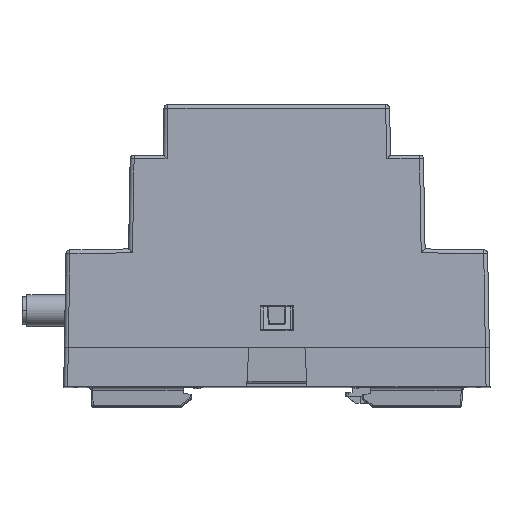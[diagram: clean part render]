
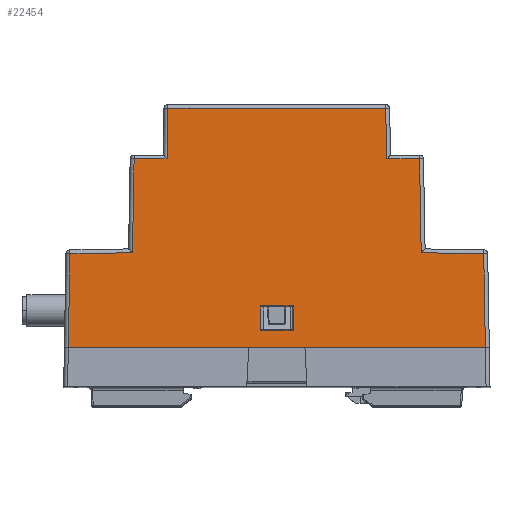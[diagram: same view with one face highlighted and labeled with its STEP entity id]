
A CAD part, top view. The second image highlights one B-rep face of the part: STEP entity #22454.
In plain terms, the highlighted planar face has unit normal (0, 0.018, 1).
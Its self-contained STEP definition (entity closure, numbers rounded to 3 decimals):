
#20137=DIRECTION('',(-0.017,1.,-0.017));
#20138=VECTOR('',#20137,19.012);
#20139=CARTESIAN_POINT('',(42.2,0.,52.5));
#20140=LINE('',#20139,#20138);
#20141=DIRECTION('',(-1.,0.,0.));
#20142=VECTOR('',#20141,84.4);
#20143=CARTESIAN_POINT('',(42.2,0.,52.5));
#20144=LINE('',#20143,#20142);
#20145=DIRECTION('',(-0.017,-1.,0.017));
#20146=VECTOR('',#20145,19.012);
#20147=CARTESIAN_POINT('',(-41.868,19.007,
52.168));
#20148=LINE('',#20147,#20146);
#20149=DIRECTION('',(-1.,-0.017,0.));
#20150=VECTOR('',#20149,12.657);
#20151=CARTESIAN_POINT('',(-29.214,19.228,
52.164));
#20152=LINE('',#20151,#20150);
#20153=DIRECTION('',(-0.017,-1.,0.017));
#20154=VECTOR('',#20153,18.992);
#20155=CARTESIAN_POINT('',(-28.882,38.214,
51.833));
#20156=LINE('',#20155,#20154);
#20157=DIRECTION('',(-1.,0.,0.));
#20158=VECTOR('',#20157,6.668);
#20159=CARTESIAN_POINT('',(-22.214,38.214,
51.833));
#20160=LINE('',#20159,#20158);
#20161=DIRECTION('',(-0.017,-1.,0.017));
#20162=VECTOR('',#20161,10.203);
#20163=CARTESIAN_POINT('',(-22.036,48.414,
51.655));
#20164=LINE('',#20163,#20162);
#20165=DIRECTION('',(-1.,0.,0.));
#20166=VECTOR('',#20165,44.072);
#20167=CARTESIAN_POINT('',(22.036,48.414,51.655));
#20168=LINE('',#20167,#20166);
#20169=DIRECTION('',(-0.017,1.,-0.017));
#20170=VECTOR('',#20169,10.203);
#20171=CARTESIAN_POINT('',(22.214,38.214,51.833));
#20172=LINE('',#20171,#20170);
#20173=DIRECTION('',(-1.,0.,0.));
#20174=VECTOR('',#20173,6.668);
#20175=CARTESIAN_POINT('',(28.882,38.214,51.833));
#20176=LINE('',#20175,#20174);
#20177=DIRECTION('',(-0.017,1.,-0.017));
#20178=VECTOR('',#20177,18.992);
#20179=CARTESIAN_POINT('',(29.214,19.228,52.164));
#20180=LINE('',#20179,#20178);
#20181=DIRECTION('',(-1.,0.017,0.));
#20182=VECTOR('',#20181,12.657);
#20183=CARTESIAN_POINT('',(41.868,19.007,52.168));
#20184=LINE('',#20183,#20182);
#20185=DIRECTION('',(1.,0.,0.));
#20186=VECTOR('',#20185,6.598);
#20187=CARTESIAN_POINT('',(-3.299,3.551,
52.438));
#20188=LINE('',#20187,#20186);
#20189=DIRECTION('',(0.,1.,-0.017));
#20190=VECTOR('',#20189,4.899);
#20191=CARTESIAN_POINT('',(3.299,3.551,52.438));
#20192=LINE('',#20191,#20190);
#20193=DIRECTION('',(-1.,0.,0.));
#20194=VECTOR('',#20193,6.598);
#20195=CARTESIAN_POINT('',(3.299,8.449,52.353));
#20196=LINE('',#20195,#20194);
#20197=DIRECTION('',(0.,-1.,0.017));
#20198=VECTOR('',#20197,4.899);
#20199=CARTESIAN_POINT('',(-3.299,8.449,
52.353));
#20200=LINE('',#20199,#20198);
#20245=CARTESIAN_POINT('',(-42.2,0.,52.5));
#20255=CARTESIAN_POINT('',(42.2,0.,52.5));
#22014=VERTEX_POINT('',#20255);
#22015=CARTESIAN_POINT('',(41.868,19.007,52.168));
#22016=VERTEX_POINT('',#22015);
#22035=VERTEX_POINT('',#20245);
#22039=CARTESIAN_POINT('',(-41.868,19.007,
52.168));
#22040=VERTEX_POINT('',#22039);
#22043=CARTESIAN_POINT('',(-28.882,38.214,
51.833));
#22044=CARTESIAN_POINT('',(-29.214,19.228,
52.164));
#22045=VERTEX_POINT('',#22043);
#22046=VERTEX_POINT('',#22044);
#22047=CARTESIAN_POINT('',(-22.214,38.214,
51.833));
#22048=VERTEX_POINT('',#22047);
#22051=CARTESIAN_POINT('',(-22.036,48.414,
51.655));
#22052=VERTEX_POINT('',#22051);
#22053=CARTESIAN_POINT('',(22.036,48.414,51.655));
#22054=VERTEX_POINT('',#22053);
#22057=CARTESIAN_POINT('',(22.214,38.214,51.833));
#22058=VERTEX_POINT('',#22057);
#22059=CARTESIAN_POINT('',(28.882,38.214,51.833));
#22060=VERTEX_POINT('',#22059);
#22061=CARTESIAN_POINT('',(29.214,19.228,52.164));
#22062=VERTEX_POINT('',#22061);
#22317=CARTESIAN_POINT('',(-3.299,3.551,
52.438));
#22319=VERTEX_POINT('',#22317);
#22321=CARTESIAN_POINT('',(3.299,3.551,52.438));
#22323=VERTEX_POINT('',#22321);
#22325=CARTESIAN_POINT('',(3.299,8.449,52.353));
#22327=VERTEX_POINT('',#22325);
#22329=CARTESIAN_POINT('',(-3.299,8.449,
52.353));
#22331=VERTEX_POINT('',#22329);
#22413=CARTESIAN_POINT('',(-44.732,0.,52.5));
#22414=DIRECTION('',(0.,0.017,1.));
#22415=DIRECTION('',(1.,0.,0.));
#22416=AXIS2_PLACEMENT_3D('',#22413,#22414,#22415);
#22417=PLANE('',#22416);
#22419=ORIENTED_EDGE('',*,*,#22418,.F.);
#22421=ORIENTED_EDGE('',*,*,#22420,.T.);
#22423=ORIENTED_EDGE('',*,*,#22422,.F.);
#22425=ORIENTED_EDGE('',*,*,#22424,.F.);
#22427=ORIENTED_EDGE('',*,*,#22426,.F.);
#22429=ORIENTED_EDGE('',*,*,#22428,.F.);
#22431=ORIENTED_EDGE('',*,*,#22430,.F.);
#22433=ORIENTED_EDGE('',*,*,#22432,.F.);
#22435=ORIENTED_EDGE('',*,*,#22434,.F.);
#22437=ORIENTED_EDGE('',*,*,#22436,.F.);
#22439=ORIENTED_EDGE('',*,*,#22438,.F.);
#22441=ORIENTED_EDGE('',*,*,#22440,.F.);
#22442=EDGE_LOOP('',(#22419,#22421,#22423,#22425,#22427,#22429,#22431,#22433,
#22435,#22437,#22439,#22441));
#22443=FACE_OUTER_BOUND('',#22442,.F.);
#22445=ORIENTED_EDGE('',*,*,#22444,.T.);
#22447=ORIENTED_EDGE('',*,*,#22446,.T.);
#22449=ORIENTED_EDGE('',*,*,#22448,.T.);
#22451=ORIENTED_EDGE('',*,*,#22450,.T.);
#22452=EDGE_LOOP('',(#22445,#22447,#22449,#22451));
#22453=FACE_BOUND('',#22452,.F.);
#22454=ADVANCED_FACE('',(#22443,#22453),#22417,.T.);
#22418=EDGE_CURVE('',#22014,#22016,#20140,.T.);
#22420=EDGE_CURVE('',#22014,#22035,#20144,.T.);
#22422=EDGE_CURVE('',#22040,#22035,#20148,.T.);
#22424=EDGE_CURVE('',#22046,#22040,#20152,.T.);
#22426=EDGE_CURVE('',#22045,#22046,#20156,.T.);
#22428=EDGE_CURVE('',#22048,#22045,#20160,.T.);
#22430=EDGE_CURVE('',#22052,#22048,#20164,.T.);
#22432=EDGE_CURVE('',#22054,#22052,#20168,.T.);
#22434=EDGE_CURVE('',#22058,#22054,#20172,.T.);
#22436=EDGE_CURVE('',#22060,#22058,#20176,.T.);
#22438=EDGE_CURVE('',#22062,#22060,#20180,.T.);
#22440=EDGE_CURVE('',#22016,#22062,#20184,.T.);
#22444=EDGE_CURVE('',#22319,#22323,#20188,.T.);
#22446=EDGE_CURVE('',#22323,#22327,#20192,.T.);
#22448=EDGE_CURVE('',#22327,#22331,#20196,.T.);
#22450=EDGE_CURVE('',#22331,#22319,#20200,.T.);
